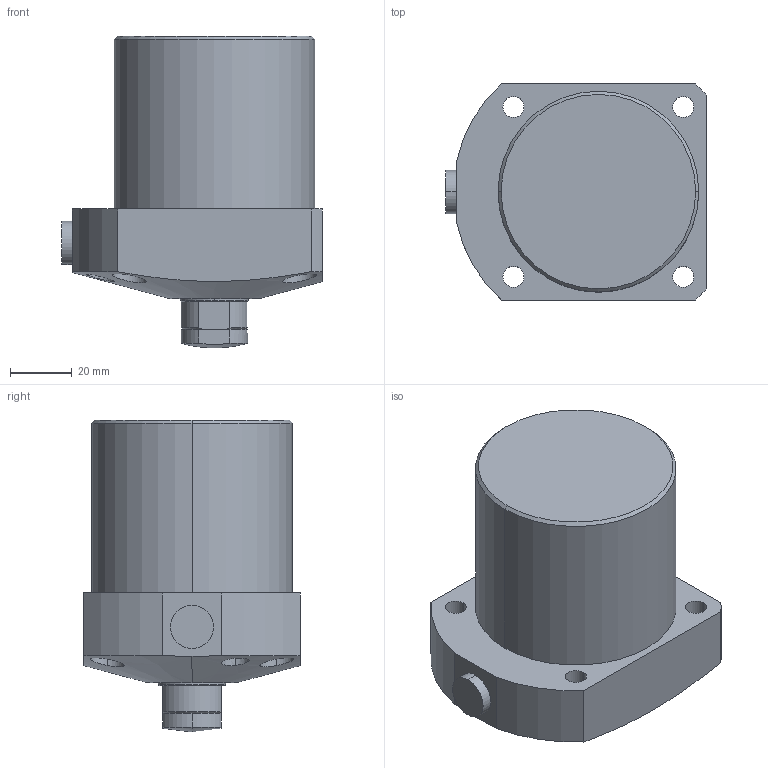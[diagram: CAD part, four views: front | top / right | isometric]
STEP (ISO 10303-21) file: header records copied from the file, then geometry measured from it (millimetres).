
FILE_DESCRIPTION (( 'STEP AP203' ), '1' );
FILE_NAME ('HSF-065BL-S.STEP', '2020-09-15T07:49:07', ( '微软用户' ), ( '微软中国' ), 'SwSTEP 2.0', 'SolidWorks 2012', '' );
FILE_SCHEMA (( 'CONFIG_CONTROL_DESIGN' ));
Length unit declared in the file: millimetre
Products named in the file (5): HSF-065BL-S掛极; HSF-065BL活塞杆; HSF-065BL埴芛蹟邡; HSF-油塞; HSF-065BL-S
Assembly tree (4 placements, depth 2):
  HSF-065BL-S
    HSF-065BL-S掛极
    HSF-065BL活塞杆
    HSF-065BL埴芛蹟邡
    HSF-油塞
Bounding box: 84.5 x 70 x 101 mm (x, y, z)
Volume: 321130 mm3; surface area: 36707.3 mm2
Topology: 4 solids, 4 shells, 90 faces, 202 edges, 127 vertices
Faces by surface type: cylinder 43, plane 27, cone 18, sphere 2
Entity records: 3454 total; most frequent: CARTESIAN_POINT 884, DIRECTION 469, ORIENTED_EDGE 392, EDGE_CURVE 196, AXIS2_PLACEMENT_3D 196, VERTEX_POINT 127, EDGE_LOOP 111, CIRCLE 99
